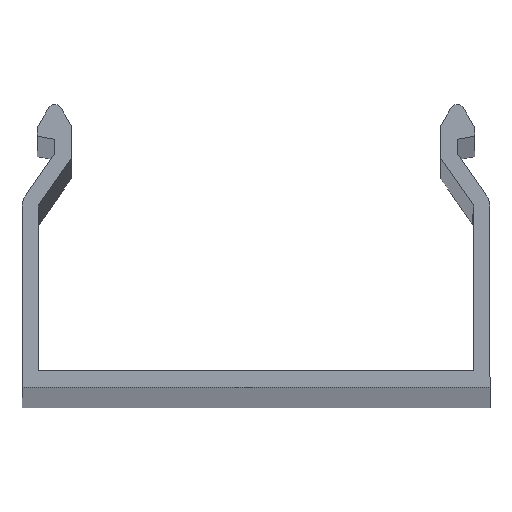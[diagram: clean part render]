
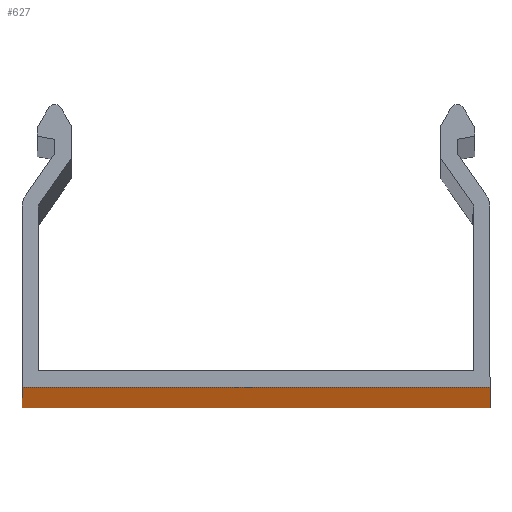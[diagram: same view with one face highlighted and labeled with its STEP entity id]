
A CAD part, top view. The second image highlights one B-rep face of the part: STEP entity #627.
In plain terms, the highlighted planar face has unit normal (0, -1, 0).
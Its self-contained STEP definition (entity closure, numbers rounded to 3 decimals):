
#28 = ORIENTED_EDGE ( 'NONE', *, *, #289, .F. ) ;
#65 = VECTOR ( 'NONE', #450, 1000. ) ;
#74 = CARTESIAN_POINT ( 'NONE',  ( -20., 0., 0. ) ) ;
#164 = PLANE ( 'NONE',  #303 ) ;
#180 = DIRECTION ( 'NONE',  ( 0., 0., -1. ) ) ;
#226 = VECTOR ( 'NONE', #282, 1000. ) ;
#235 = FACE_OUTER_BOUND ( 'NONE', #382, .T. ) ;
#245 = VECTOR ( 'NONE', #180, 1000. ) ;
#260 = DIRECTION ( 'NONE',  ( 1., 0., 0. ) ) ;
#282 = DIRECTION ( 'NONE',  ( 0., 0., -1. ) ) ;
#289 = EDGE_CURVE ( 'NONE', #802, #566, #721, .T. ) ;
#303 = AXIS2_PLACEMENT_3D ( 'NONE', #484, #691, #394 ) ;
#306 = ORIENTED_EDGE ( 'NONE', *, *, #907, .F. ) ;
#343 = ORIENTED_EDGE ( 'NONE', *, *, #396, .T. ) ;
#382 = EDGE_LOOP ( 'NONE', ( #886, #28, #306, #343 ) ) ;
#394 = DIRECTION ( 'NONE',  ( -1., 0., 0. ) ) ;
#396 = EDGE_CURVE ( 'NONE', #831, #927, #741, .T. ) ;
#450 = DIRECTION ( 'NONE',  ( 1., 0., 0. ) ) ;
#483 = LINE ( 'NONE', #782, #843 ) ;
#484 = CARTESIAN_POINT ( 'NONE',  ( 0., 0., 1000. ) ) ;
#489 = CARTESIAN_POINT ( 'NONE',  ( 20., 0., 1000. ) ) ;
#508 = CARTESIAN_POINT ( 'NONE',  ( -20., 0., 1000. ) ) ;
#562 = CARTESIAN_POINT ( 'NONE',  ( 20., 0., 1000. ) ) ;
#566 = VERTEX_POINT ( 'NONE', #592 ) ;
#578 = EDGE_CURVE ( 'NONE', #927, #566, #754, .T. ) ;
#592 = CARTESIAN_POINT ( 'NONE',  ( 20., 0., 0. ) ) ;
#627 = ADVANCED_FACE ( 'NONE', ( #235 ), #164, .F. ) ;
#659 = CARTESIAN_POINT ( 'NONE',  ( -20., 0., 1000. ) ) ;
#678 = CARTESIAN_POINT ( 'NONE',  ( 0., 0., 0. ) ) ;
#691 = DIRECTION ( 'NONE',  ( 0., 1., 0. ) ) ;
#721 = LINE ( 'NONE', #489, #245 ) ;
#741 = LINE ( 'NONE', #659, #226 ) ;
#754 = LINE ( 'NONE', #678, #65 ) ;
#782 = CARTESIAN_POINT ( 'NONE',  ( 0., 0., 1000. ) ) ;
#802 = VERTEX_POINT ( 'NONE', #562 ) ;
#831 = VERTEX_POINT ( 'NONE', #508 ) ;
#843 = VECTOR ( 'NONE', #260, 1000. ) ;
#886 = ORIENTED_EDGE ( 'NONE', *, *, #578, .T. ) ;
#907 = EDGE_CURVE ( 'NONE', #831, #802, #483, .T. ) ;
#927 = VERTEX_POINT ( 'NONE', #74 ) ;
